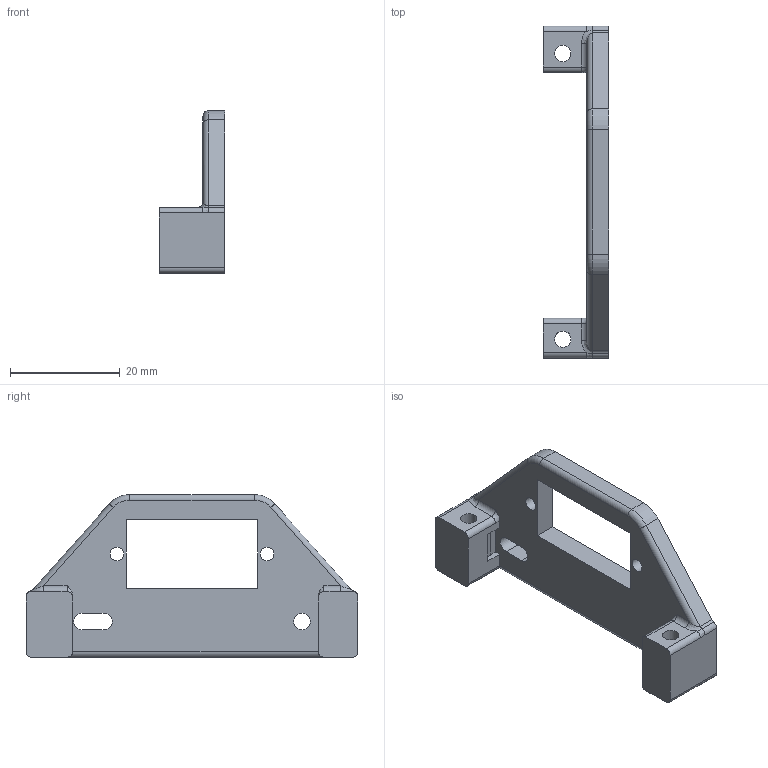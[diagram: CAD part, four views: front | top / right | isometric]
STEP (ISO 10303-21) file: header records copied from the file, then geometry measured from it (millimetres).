
FILE_DESCRIPTION(/* description */ (''),/* implementation_level */ '2;1');
FILE_NAME(/* name */ 'servoHolder2.0.stp',/* time_stamp */ '2016-05-06T17:54:26+02:00',/* author */ ('Administrator'),/* organization */ (''),/* preprocessor_version */ 'ST-DEVELOPER v16.1',/* originating_system */ 'Autodesk Inventor 2016',/* authorisation */ '');
FILE_SCHEMA (('AUTOMOTIVE_DESIGN { 1 0 10303 214 3 1 1 }'));
Length unit declared in the file: millimetre
Products named in the file (1): servoHolder2.0
Bounding box: 12 x 60.4 x 29.6 mm (x, y, z)
Volume: 5846.6 mm3; surface area: 4138.3 mm2
Topology: 1 solids, 1 shells, 59 faces, 155 edges, 98 vertices
Faces by surface type: cylinder 28, plane 23, bspline 4, torus 4
Full cylindrical faces by diameter (mm): 2.5 x2, 2.98 x2, 3 x1
Entity records: 1951 total; most frequent: CARTESIAN_POINT 435, DIRECTION 316, ORIENTED_EDGE 300, EDGE_CURVE 150, AXIS2_PLACEMENT_3D 116, VERTEX_POINT 98, LINE 84, VECTOR 84
